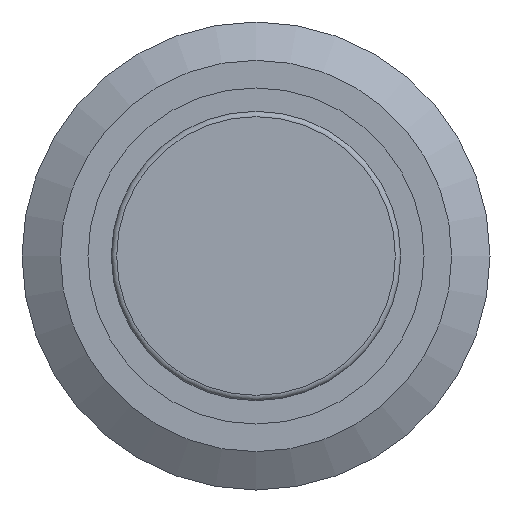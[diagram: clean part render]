
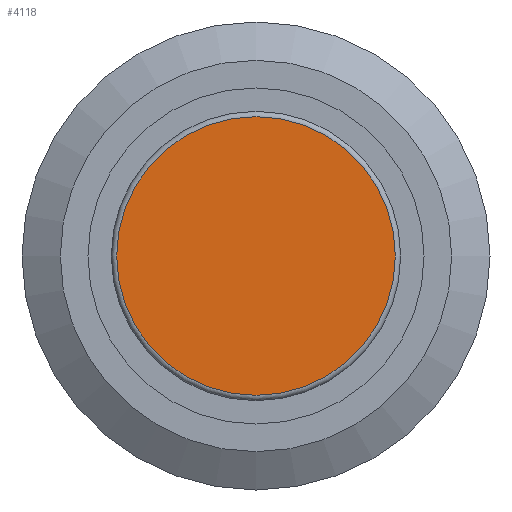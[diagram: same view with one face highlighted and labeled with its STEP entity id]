
A CAD part, left-side view. The second image highlights one B-rep face of the part: STEP entity #4118.
In plain terms, the highlighted planar face has unit normal (-1, 0, 0).
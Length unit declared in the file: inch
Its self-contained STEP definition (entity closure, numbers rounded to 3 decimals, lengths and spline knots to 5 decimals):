
#288=CIRCLE('',#4432,0.25787);
#498=FACE_OUTER_BOUND('',#751,.T.);
#751=EDGE_LOOP('',(#3621));
#1963=VERTEX_POINT('',#6931);
#2524=EDGE_CURVE('',#1963,#1963,#288,.T.);
#3621=ORIENTED_EDGE('',*,*,#2524,.F.);
#3902=PLANE('',#4431);
#4118=ADVANCED_FACE('',(#498),#3902,.F.);
#4431=AXIS2_PLACEMENT_3D('',#6930,#5354,#5355);
#4432=AXIS2_PLACEMENT_3D('',#6932,#5356,#5357);
#5354=DIRECTION('center_axis',(1.,0.,0.));
#5355=DIRECTION('ref_axis',(0.,0.,1.));
#5356=DIRECTION('center_axis',(1.,0.,0.));
#5357=DIRECTION('ref_axis',(0.,0.,1.));
#6930=CARTESIAN_POINT('Origin',(-0.14961,0.,0.));
#6931=CARTESIAN_POINT('',(-0.14961,0.,-0.25787));
#6932=CARTESIAN_POINT('Origin',(-0.14961,0.,0.));
